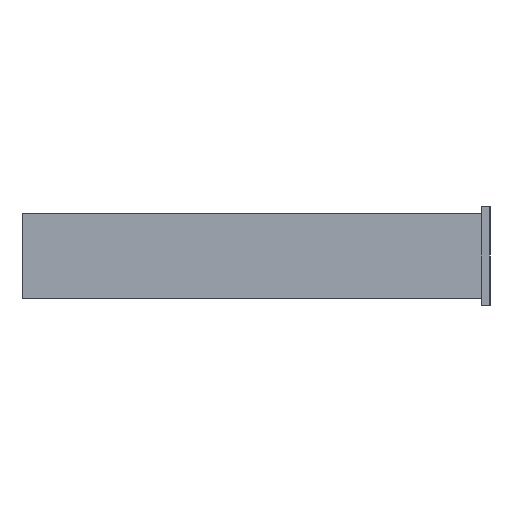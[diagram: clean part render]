
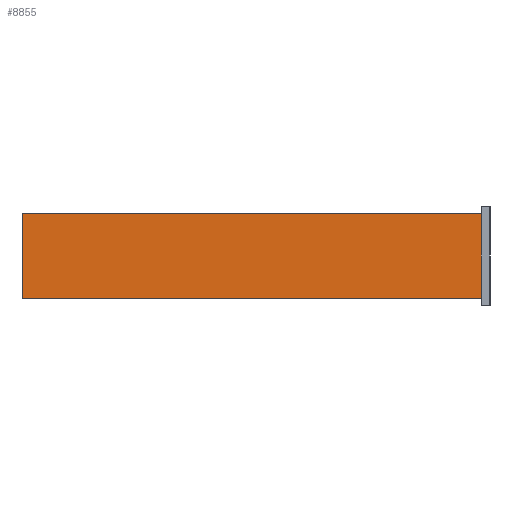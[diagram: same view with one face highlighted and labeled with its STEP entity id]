
A CAD part, left-side view. The second image highlights one B-rep face of the part: STEP entity #8855.
In plain terms, the highlighted planar face has unit normal (-1, 0, 0).
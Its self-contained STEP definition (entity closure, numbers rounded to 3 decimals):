
#7078=CARTESIAN_POINT('POINT590',(17.55,3.81,-3.15));
#7079=VERTEX_POINT('VERTEX590',#7078);
#7088=CARTESIAN_POINT('POINT592',(17.55,208.,-3.15));
#7089=VERTEX_POINT('VERTEX592',#7088);
#7090=CARTESIAN_POINT('POS633',(17.55,104.,-3.15));
#7091=DIRECTION('DIR821',(0.,1.,0.));
#7092=VECTOR('VEC445',#7091,1.);
#7093=LINE('STRAIGHT445',#7090,#7092);
#7094=EDGE_CURVE('EDGE861',#7079,#7089,#7093,.T.);
#8825=CARTESIAN_POINT('POINT702',(17.55,3.81,34.95));
#8826=VERTEX_POINT('VERTEX702',#8825);
#8827=CARTESIAN_POINT('POS777',(17.55,3.81,15.9));
#8828=DIRECTION('DIR1010',(0.,0.,-1.));
#8829=VECTOR('VEC544',#8828,1.);
#8830=LINE('STRAIGHT544',#8827,#8829);
#8831=EDGE_CURVE('EDGE1032',#8826,#7079,#8830,.T.);
#8832=ORIENTED_EDGE('COEDGE1947',*,*,#8831,.F.);
#8833=CARTESIAN_POINT('POINT703',(17.55,208.,34.95));
#8834=VERTEX_POINT('VERTEX703',#8833);
#8835=CARTESIAN_POINT('POS778',(17.55,104.,34.95));
#8836=DIRECTION('DIR1011',(0.,-1.,0.));
#8837=VECTOR('VEC545',#8836,1.);
#8838=LINE('STRAIGHT545',#8835,#8837);
#8839=EDGE_CURVE('EDGE1033',#8834,#8826,#8838,.T.);
#8840=ORIENTED_EDGE('COEDGE1948',*,*,#8839,.F.);
#8841=CARTESIAN_POINT('POS779',(17.55,208.,15.9));
#8842=DIRECTION('DIR1012',(0.,0.,-1.));
#8843=VECTOR('VEC546',#8842,1.);
#8844=LINE('STRAIGHT546',#8841,#8843);
#8845=EDGE_CURVE('EDGE1034',#8834,#7089,#8844,.T.);
#8846=ORIENTED_EDGE('COEDGE1949',*,*,#8845,.T.);
#8847=ORIENTED_EDGE('COEDGE1950',*,*,#7094,.F.);
#8848=EDGE_LOOP('NONE',(#8832,#8840,#8846,#8847));
#8849=FACE_BOUND('LOOP1',#8848,.T.);
#8850=CARTESIAN_POINT('POS780',(17.55,104.,15.9));
#8851=DIRECTION('DIR1013',(1.,0.,0.));
#8852=DIRECTION('DIR1014',(0.,1.,0.));
#8853=AXIS2_PLACEMENT_3D('AXIS234',#8850,#8851,#8852);
#8854=PLANE('PLANE60',#8853);
#8855=ADVANCED_FACE('FACE333',(#8849),#8854,.F.);
